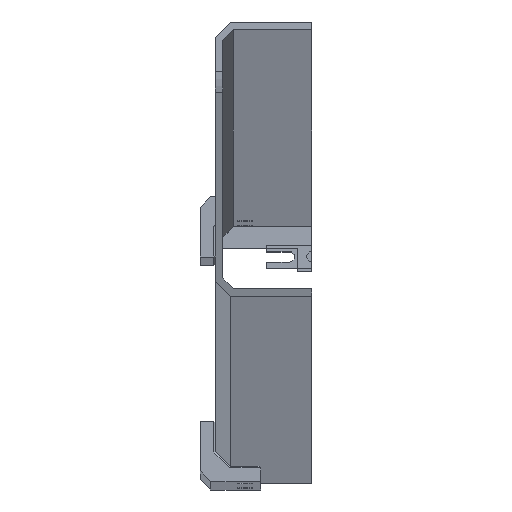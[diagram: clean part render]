
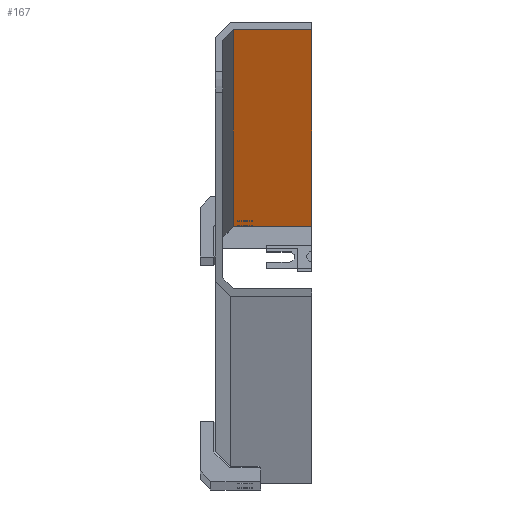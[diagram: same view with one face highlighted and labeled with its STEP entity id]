
A CAD part, front view. The second image highlights one B-rep face of the part: STEP entity #167.
In plain terms, the highlighted planar face has unit normal (0, -0.035, -0.999).
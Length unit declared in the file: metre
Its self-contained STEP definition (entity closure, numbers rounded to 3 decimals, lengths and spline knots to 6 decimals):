
#167 = ADVANCED_FACE( '', ( #395, #396, #397 ), #398, .F. );
#395 = FACE_BOUND( '', #694, .T. );
#396 = FACE_BOUND( '', #695, .T. );
#397 = FACE_OUTER_BOUND( '', #696, .T. );
#398 = PLANE( '', #697 );
#694 = EDGE_LOOP( '', ( #1165 ) );
#695 = EDGE_LOOP( '', ( #1166 ) );
#696 = EDGE_LOOP( '', ( #1167, #1168, #1169, #1170 ) );
#697 = AXIS2_PLACEMENT_3D( '', #1171, #1172, #1173 );
#1165 = ORIENTED_EDGE( '', *, *, #1849, .F. );
#1166 = ORIENTED_EDGE( '', *, *, #1850, .F. );
#1167 = ORIENTED_EDGE( '', *, *, #1851, .F. );
#1168 = ORIENTED_EDGE( '', *, *, #1830, .T. );
#1169 = ORIENTED_EDGE( '', *, *, #1852, .F. );
#1170 = ORIENTED_EDGE( '', *, *, #1853, .T. );
#1171 = CARTESIAN_POINT( '', ( 0., 3.109186, 1.793453 ) );
#1172 = DIRECTION( '', ( 0., 0.035, 0.999 ) );
#1173 = DIRECTION( '', ( 0., -0.999, 0.035 ) );
#1830 = EDGE_CURVE( '', #2236, #2237, #2238, .T. );
#1849 = EDGE_CURVE( '', #2267, #2267, #2268, .F. );
#1850 = EDGE_CURVE( '', #2269, #2269, #2270, .F. );
#1851 = EDGE_CURVE( '', #2236, #2271, #2272, .T. );
#1852 = EDGE_CURVE( '', #2273, #2237, #2274, .F. );
#1853 = EDGE_CURVE( '', #2273, #2271, #2275, .T. );
#2236 = VERTEX_POINT( '', #2799 );
#2237 = VERTEX_POINT( '', #2800 );
#2238 = LINE( '', #2801, #2802 );
#2267 = VERTEX_POINT( '', #2846 );
#2268 = CIRCLE( '', #2847, 0.00635 );
#2269 = VERTEX_POINT( '', #2848 );
#2270 = CIRCLE( '', #2849, 0.00635 );
#2271 = VERTEX_POINT( '', #2850 );
#2272 = LINE( '', #2851, #2852 );
#2273 = VERTEX_POINT( '', #2853 );
#2274 = LINE( '', #2854, #2855 );
#2275 = LINE( '', #2856, #2857 );
#2799 = CARTESIAN_POINT( '', ( 0., -2.621383, 1.994704 ) );
#2800 = CARTESIAN_POINT( '', ( -0.065968, -2.621383, 1.994704 ) );
#2801 = CARTESIAN_POINT( '', ( 0., -2.621383, 1.994704 ) );
#2802 = VECTOR( '', #3259, 1. );
#2846 = CARTESIAN_POINT( '', ( -0.055899, 2.074267, 1.829798 ) );
#2847 = AXIS2_PLACEMENT_3D( '', #3275, #3276, #3277 );
#2848 = CARTESIAN_POINT( '', ( -0.055899, 1.960038, 1.833809 ) );
#2849 = AXIS2_PLACEMENT_3D( '', #3278, #3279, #3280 );
#2850 = CARTESIAN_POINT( '', ( 0., 2.093306, 1.829129 ) );
#2851 = CARTESIAN_POINT( '', ( 0., 3.109186, 1.793453 ) );
#2852 = VECTOR( '', #3281, 1. );
#2853 = CARTESIAN_POINT( '', ( -0.065968, 2.093306, 1.829129 ) );
#2854 = CARTESIAN_POINT( '', ( -0.065968, 3.109186, 1.793453 ) );
#2855 = VECTOR( '', #3282, 1. );
#2856 = CARTESIAN_POINT( '', ( 0.032984, 2.093306, 1.829129 ) );
#2857 = VECTOR( '', #3283, 1. );
#3259 = DIRECTION( '', ( -1., 0., 0. ) );
#3275 = CARTESIAN_POINT( '', ( -0.055899, 2.080614, 1.829575 ) );
#3276 = DIRECTION( '', ( 0., 0.035, 0.999 ) );
#3277 = DIRECTION( '', ( 0., -0.999, 0.035 ) );
#3278 = CARTESIAN_POINT( '', ( -0.055899, 1.966384, 1.833586 ) );
#3279 = DIRECTION( '', ( 0., 0.035, 0.999 ) );
#3280 = DIRECTION( '', ( 0., -0.999, 0.035 ) );
#3281 = DIRECTION( '', ( 0., 0.999, -0.035 ) );
#3282 = DIRECTION( '', ( 0., 0.999, -0.035 ) );
#3283 = DIRECTION( '', ( 1., 0., 0. ) );
